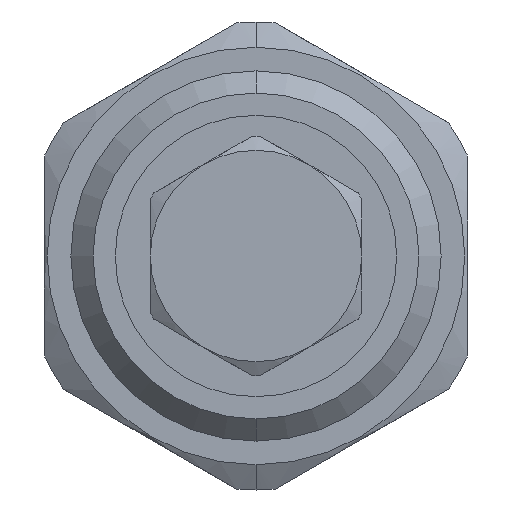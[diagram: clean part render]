
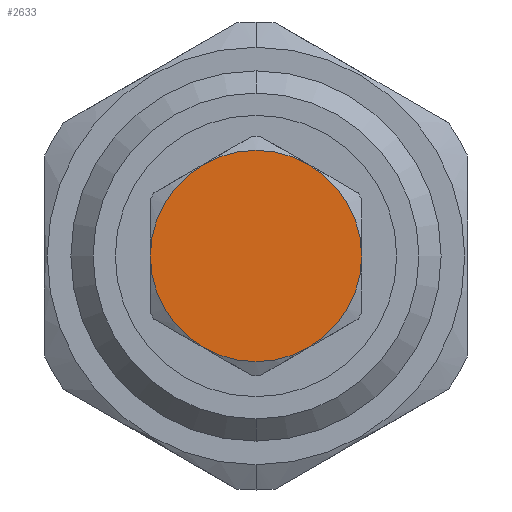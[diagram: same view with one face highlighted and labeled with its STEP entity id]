
A CAD part, left-side view. The second image highlights one B-rep face of the part: STEP entity #2633.
In plain terms, the highlighted planar face has unit normal (-1, 0, 0).
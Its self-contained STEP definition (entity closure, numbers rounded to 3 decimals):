
#173 = CIRCLE ( 'NONE', #2864, 7.135 ) ;
#192 = DIRECTION ( 'NONE',  ( 0., 1., 0. ) ) ;
#208 = CIRCLE ( 'NONE', #1005, 7.135 ) ;
#366 = DIRECTION ( 'NONE',  ( 0., 1., 0. ) ) ;
#681 = CARTESIAN_POINT ( 'NONE',  ( -8.253, -7.135, 0. ) ) ;
#811 = AXIS2_PLACEMENT_3D ( 'NONE', #9186, #4675, #192 ) ;
#1005 = AXIS2_PLACEMENT_3D ( 'NONE', #9239, #7691, #2584 ) ;
#1521 = EDGE_CURVE ( 'NONE', #2439, #3075, #208, .T. ) ;
#1597 = CARTESIAN_POINT ( 'NONE',  ( -8.253, 0., 0. ) ) ;
#1645 = EDGE_CURVE ( 'NONE', #3075, #8205, #6345, .T. ) ;
#2279 = DIRECTION ( 'NONE',  ( 0., 1., 0. ) ) ;
#2286 = DIRECTION ( 'NONE',  ( 0., 1., 0. ) ) ;
#2323 = CARTESIAN_POINT ( 'NONE',  ( -8.253, 3.568, 6.179 ) ) ;
#2439 = VERTEX_POINT ( 'NONE', #2323 ) ;
#2584 = DIRECTION ( 'NONE',  ( 0., 1., 0. ) ) ;
#2628 = CARTESIAN_POINT ( 'NONE',  ( -8.253, 0., -8.1 ) ) ;
#2633 = ADVANCED_FACE ( 'NONE', ( #5159 ), #3254, .T. ) ;
#2845 = CARTESIAN_POINT ( 'NONE',  ( -8.253, 0., 0. ) ) ;
#2864 = AXIS2_PLACEMENT_3D ( 'NONE', #7056, #4214, #4901 ) ;
#2918 = AXIS2_PLACEMENT_3D ( 'NONE', #2628, #5575, #366 ) ;
#2940 = DIRECTION ( 'NONE',  ( 0., 1., 0. ) ) ;
#3002 = DIRECTION ( 'NONE',  ( -1., 0., 0. ) ) ;
#3015 = EDGE_LOOP ( 'NONE', ( #5662, #6372, #3372, #5802, #4846, #3911 ) ) ;
#3075 = VERTEX_POINT ( 'NONE', #5200 ) ;
#3254 = PLANE ( 'NONE',  #2918 ) ;
#3372 = ORIENTED_EDGE ( 'NONE', *, *, #3846, .T. ) ;
#3617 = EDGE_CURVE ( 'NONE', #7220, #4844, #173, .T. ) ;
#3652 = CIRCLE ( 'NONE', #3907, 7.135 ) ;
#3846 = EDGE_CURVE ( 'NONE', #8205, #3977, #3652, .T. ) ;
#3907 = AXIS2_PLACEMENT_3D ( 'NONE', #2845, #7281, #2940 ) ;
#3911 = ORIENTED_EDGE ( 'NONE', *, *, #5672, .T. ) ;
#3977 = VERTEX_POINT ( 'NONE', #6842 ) ;
#4173 = CIRCLE ( 'NONE', #5796, 7.135 ) ;
#4214 = DIRECTION ( 'NONE',  ( -1., 0., 0. ) ) ;
#4675 = DIRECTION ( 'NONE',  ( -1., 0., 0. ) ) ;
#4844 = VERTEX_POINT ( 'NONE', #5986 ) ;
#4846 = ORIENTED_EDGE ( 'NONE', *, *, #3617, .T. ) ;
#4901 = DIRECTION ( 'NONE',  ( 0., 1., 0. ) ) ;
#5159 = FACE_OUTER_BOUND ( 'NONE', #3015, .T. ) ;
#5200 = CARTESIAN_POINT ( 'NONE',  ( -8.253, 7.135, 0. ) ) ;
#5223 = EDGE_CURVE ( 'NONE', #3977, #7220, #6179, .T. ) ;
#5575 = DIRECTION ( 'NONE',  ( -1., 0., 0. ) ) ;
#5662 = ORIENTED_EDGE ( 'NONE', *, *, #1521, .T. ) ;
#5672 = EDGE_CURVE ( 'NONE', #4844, #2439, #4173, .T. ) ;
#5796 = AXIS2_PLACEMENT_3D ( 'NONE', #6563, #8880, #2286 ) ;
#5802 = ORIENTED_EDGE ( 'NONE', *, *, #5223, .T. ) ;
#5986 = CARTESIAN_POINT ( 'NONE',  ( -8.253, -3.567, 6.179 ) ) ;
#6179 = CIRCLE ( 'NONE', #8808, 7.135 ) ;
#6345 = CIRCLE ( 'NONE', #811, 7.135 ) ;
#6372 = ORIENTED_EDGE ( 'NONE', *, *, #1645, .T. ) ;
#6563 = CARTESIAN_POINT ( 'NONE',  ( -8.253, 0., 0. ) ) ;
#6842 = CARTESIAN_POINT ( 'NONE',  ( -8.253, -3.568, -6.179 ) ) ;
#7056 = CARTESIAN_POINT ( 'NONE',  ( -8.253, 0., 0. ) ) ;
#7220 = VERTEX_POINT ( 'NONE', #681 ) ;
#7281 = DIRECTION ( 'NONE',  ( -1., 0., 0. ) ) ;
#7691 = DIRECTION ( 'NONE',  ( -1., 0., 0. ) ) ;
#8205 = VERTEX_POINT ( 'NONE', #8583 ) ;
#8583 = CARTESIAN_POINT ( 'NONE',  ( -8.253, 3.567, -6.179 ) ) ;
#8808 = AXIS2_PLACEMENT_3D ( 'NONE', #1597, #3002, #2279 ) ;
#8880 = DIRECTION ( 'NONE',  ( -1., 0., 0. ) ) ;
#9186 = CARTESIAN_POINT ( 'NONE',  ( -8.253, 0., 0. ) ) ;
#9239 = CARTESIAN_POINT ( 'NONE',  ( -8.253, 0., 0. ) ) ;
